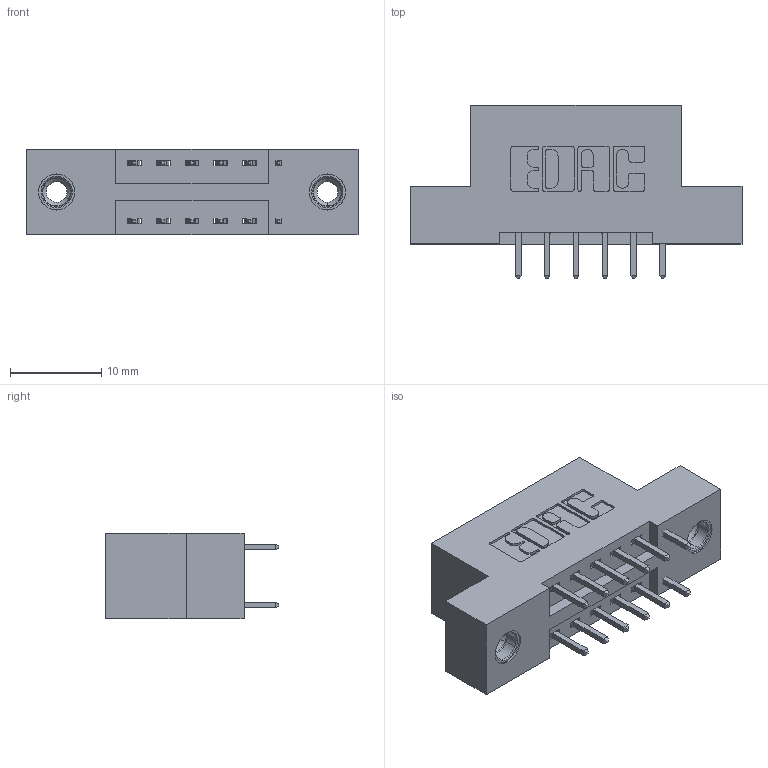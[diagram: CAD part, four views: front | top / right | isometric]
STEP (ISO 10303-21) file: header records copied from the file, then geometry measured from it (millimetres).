
FILE_DESCRIPTION (( 'STEP AP203' ), '1' );
FILE_NAME ('346-012-521-208.STEP', '2022-05-17T19:15:59', ( '' ), ( '' ), 'SwSTEP 2.0', 'SolidWorks 2020', '' );
FILE_SCHEMA (( 'CONFIG_CONTROL_DESIGN' ));
Length unit declared in the file: inch
Products named in the file (4): 345-250-001_345-250-003-102; 345-292-001_345-293-121; 346 Part_Flush Mounting Lugs - 0.156 Dia-TI; 346-012-521-208
Assembly tree (15 placements, depth 2):
  346-012-521-208
    346 Part_Flush Mounting Lugs - 0.156 Dia-TI
    345-292-001_345-293-121  x12
    345-250-001_345-250-003-102  x2
Bounding box: 36.45 x 19.05 x 9.4 mm (x, y, z)
Volume: 3273.4 mm3; surface area: 4008.9 mm2
Topology: 15 solids, 15 shells, 794 faces, 2283 edges, 1498 vertices
Faces by surface type: plane 518, cylinder 260, cone 12, torus 4
Entity records: 9512 total; most frequent: CARTESIAN_POINT 1593, ORIENTED_EDGE 1518, DIRECTION 1485, EDGE_CURVE 759, VECTOR 587, LINE 587, VERTEX_POINT 500, AXIS2_PLACEMENT_3D 449
